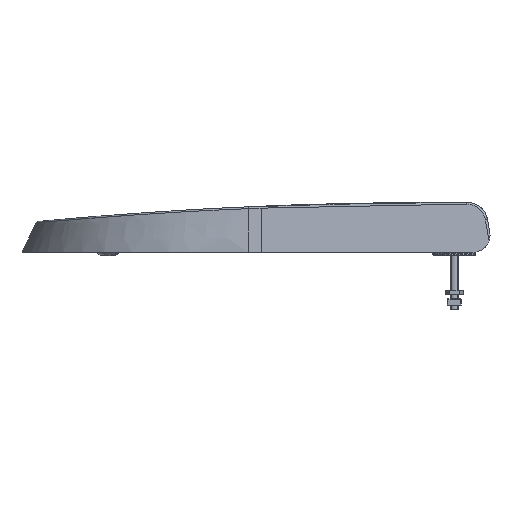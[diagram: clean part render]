
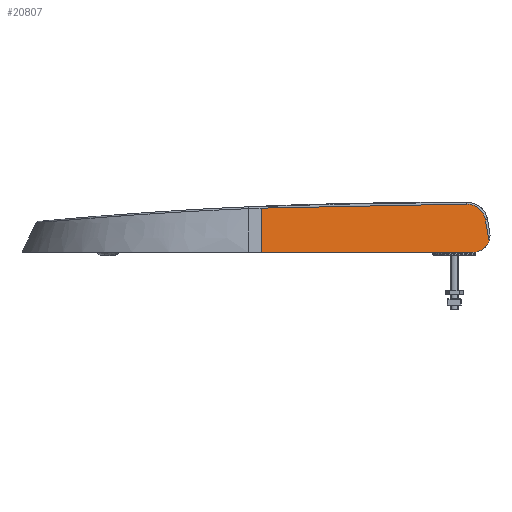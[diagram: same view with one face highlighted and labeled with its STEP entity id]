
A CAD part, front view. The second image highlights one B-rep face of the part: STEP entity #20807.
In plain terms, the highlighted free-form (B-spline) face has degree [9, 1] with [10, 2] control points.
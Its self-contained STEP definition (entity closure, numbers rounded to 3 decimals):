
#18282=CARTESIAN_POINT('Vertex',(318.561,-151.47,2.55)) ;
#18286=CARTESIAN_POINT('Control Point',(318.561,-151.47,2.55)) ;
#18287=CARTESIAN_POINT('Control Point',(313.119,-151.422,2.55)) ;
#18288=CARTESIAN_POINT('Control Point',(307.677,-151.374,2.55)) ;
#18289=CARTESIAN_POINT('Control Point',(299.66,-151.303,2.55)) ;
#18290=CARTESIAN_POINT('Control Point',(284.375,-151.169,2.55)) ;
#18291=CARTESIAN_POINT('Control Point',(269.089,-151.035,2.55)) ;
#18292=CARTESIAN_POINT('Control Point',(266.451,-151.012,2.55)) ;
#18293=CARTESIAN_POINT('Control Point',(248.204,-150.851,2.55)) ;
#18294=CARTESIAN_POINT('Control Point',(229.958,-150.69,2.55)) ;
#18295=CARTESIAN_POINT('Control Point',(221.555,-150.617,2.55)) ;
#18296=CARTESIAN_POINT('Control Point',(206.705,-150.486,2.55)) ;
#18297=CARTESIAN_POINT('Control Point',(191.854,-150.355,2.55)) ;
#18298=CARTESIAN_POINT('Control Point',(182.536,-150.272,2.55)) ;
#18299=CARTESIAN_POINT('Control Point',(176.088,-150.219,2.55)) ;
#18300=CARTESIAN_POINT('Control Point',(169.641,-150.159,2.55)) ;
#18301=CARTESIAN_POINT('Vertex',(169.64,-150.16,2.549)) ;
#20681=CARTESIAN_POINT('Vertex',(329.923,-150.57,10.689)) ;
#20685=CARTESIAN_POINT('Control Point',(318.561,-151.47,2.55)) ;
#20686=CARTESIAN_POINT('Control Point',(321.55,-151.496,2.55)) ;
#20687=CARTESIAN_POINT('Control Point',(324.537,-151.408,3.478)) ;
#20688=CARTESIAN_POINT('Control Point',(327.139,-151.202,5.348)) ;
#20689=CARTESIAN_POINT('Control Point',(328.967,-150.907,7.876)) ;
#20690=CARTESIAN_POINT('Control Point',(329.923,-150.57,10.689)) ;
#20716=CARTESIAN_POINT('Control Point',(329.924,-151.57,2.549)) ;
#20717=CARTESIAN_POINT('Control Point',(329.924,-147.41,36.426)) ;
#20718=CARTESIAN_POINT('Control Point',(312.114,-151.413,2.549)) ;
#20719=CARTESIAN_POINT('Control Point',(312.114,-147.254,36.426)) ;
#20720=CARTESIAN_POINT('Control Point',(294.305,-151.256,2.549)) ;
#20721=CARTESIAN_POINT('Control Point',(294.305,-147.097,36.426)) ;
#20722=CARTESIAN_POINT('Control Point',(276.496,-151.1,2.549)) ;
#20723=CARTESIAN_POINT('Control Point',(276.496,-146.94,36.426)) ;
#20724=CARTESIAN_POINT('Control Point',(258.687,-150.943,2.549)) ;
#20725=CARTESIAN_POINT('Control Point',(258.687,-146.784,36.426)) ;
#20726=CARTESIAN_POINT('Control Point',(240.877,-150.786,2.549)) ;
#20727=CARTESIAN_POINT('Control Point',(240.877,-146.627,36.426)) ;
#20728=CARTESIAN_POINT('Control Point',(223.068,-150.63,2.549)) ;
#20729=CARTESIAN_POINT('Control Point',(223.068,-146.47,36.426)) ;
#20730=CARTESIAN_POINT('Control Point',(205.259,-150.473,2.549)) ;
#20731=CARTESIAN_POINT('Control Point',(205.259,-146.314,36.426)) ;
#20732=CARTESIAN_POINT('Control Point',(187.45,-150.316,2.549)) ;
#20733=CARTESIAN_POINT('Control Point',(187.45,-146.157,36.426)) ;
#20734=CARTESIAN_POINT('Control Point',(169.64,-150.16,2.549)) ;
#20735=CARTESIAN_POINT('Control Point',(169.64,-146.,36.426)) ;
#20737=CARTESIAN_POINT('Control Point',(329.923,-150.57,10.689)) ;
#20738=CARTESIAN_POINT('Control Point',(327.352,-148.758,25.265)) ;
#20739=CARTESIAN_POINT('Vertex',(327.352,-148.758,25.265)) ;
#20743=CARTESIAN_POINT('Control Point',(327.352,-148.758,25.265)) ;
#20744=CARTESIAN_POINT('Control Point',(327.134,-148.604,26.505)) ;
#20745=CARTESIAN_POINT('Control Point',(326.77,-148.451,27.72)) ;
#20746=CARTESIAN_POINT('Control Point',(326.27,-148.305,28.879)) ;
#20747=CARTESIAN_POINT('Control Point',(325.003,-148.024,31.073)) ;
#20748=CARTESIAN_POINT('Control Point',(323.262,-147.782,32.918)) ;
#20749=CARTESIAN_POINT('Control Point',(322.294,-147.674,33.73)) ;
#20750=CARTESIAN_POINT('Control Point',(320.177,-147.485,35.121)) ;
#20751=CARTESIAN_POINT('Control Point',(317.791,-147.357,35.988)) ;
#20752=CARTESIAN_POINT('Control Point',(316.563,-147.311,36.278)) ;
#20753=CARTESIAN_POINT('Control Point',(315.302,-147.282,36.425)) ;
#20754=CARTESIAN_POINT('Control Point',(314.041,-147.271,36.423)) ;
#20755=CARTESIAN_POINT('Vertex',(314.041,-147.271,36.423)) ;
#20759=CARTESIAN_POINT('Control Point',(169.64,-146.346,33.608)) ;
#20760=CARTESIAN_POINT('Control Point',(169.704,-146.347,33.61)) ;
#20761=CARTESIAN_POINT('Control Point',(169.767,-146.347,33.612)) ;
#20762=CARTESIAN_POINT('Control Point',(169.826,-146.347,33.615)) ;
#20763=CARTESIAN_POINT('Control Point',(169.947,-146.347,33.62)) ;
#20764=CARTESIAN_POINT('Control Point',(170.069,-146.348,33.625)) ;
#20765=CARTESIAN_POINT('Control Point',(170.13,-146.348,33.627)) ;
#20766=CARTESIAN_POINT('Control Point',(170.323,-146.349,33.635)) ;
#20767=CARTESIAN_POINT('Control Point',(170.517,-146.35,33.643)) ;
#20768=CARTESIAN_POINT('Control Point',(170.604,-146.35,33.646)) ;
#20769=CARTESIAN_POINT('Control Point',(170.97,-146.351,33.661)) ;
#20770=CARTESIAN_POINT('Control Point',(171.336,-146.353,33.676)) ;
#20771=CARTESIAN_POINT('Control Point',(171.619,-146.354,33.687)) ;
#20772=CARTESIAN_POINT('Control Point',(172.398,-146.357,33.719)) ;
#20773=CARTESIAN_POINT('Control Point',(173.177,-146.36,33.749)) ;
#20774=CARTESIAN_POINT('Control Point',(173.45,-146.361,33.76)) ;
#20775=CARTESIAN_POINT('Control Point',(174.572,-146.365,33.805)) ;
#20776=CARTESIAN_POINT('Control Point',(175.694,-146.37,33.848)) ;
#20777=CARTESIAN_POINT('Control Point',(176.273,-146.372,33.871)) ;
#20778=CARTESIAN_POINT('Control Point',(178.588,-146.382,33.96)) ;
#20779=CARTESIAN_POINT('Control Point',(180.903,-146.391,34.048)) ;
#20780=CARTESIAN_POINT('Control Point',(182.639,-146.399,34.112)) ;
#20781=CARTESIAN_POINT('Control Point',(192.77,-146.442,34.483)) ;
#20782=CARTESIAN_POINT('Control Point',(202.903,-146.49,34.818)) ;
#20783=CARTESIAN_POINT('Control Point',(211.082,-146.532,35.063)) ;
#20784=CARTESIAN_POINT('Control Point',(227.828,-146.625,35.509)) ;
#20785=CARTESIAN_POINT('Control Point',(244.576,-146.731,35.846)) ;
#20786=CARTESIAN_POINT('Control Point',(252.786,-146.786,35.984)) ;
#20787=CARTESIAN_POINT('Control Point',(270.124,-146.909,36.22)) ;
#20788=CARTESIAN_POINT('Control Point',(287.463,-147.046,36.352)) ;
#20789=CARTESIAN_POINT('Control Point',(296.065,-147.117,36.391)) ;
#20790=CARTESIAN_POINT('Control Point',(305.053,-147.193,36.413)) ;
#20791=CARTESIAN_POINT('Control Point',(314.041,-147.271,36.423)) ;
#20792=CARTESIAN_POINT('Vertex',(169.64,-146.346,33.608)) ;
#20796=CARTESIAN_POINT('Control Point',(169.64,-150.16,2.549)) ;
#20797=CARTESIAN_POINT('Control Point',(169.64,-146.346,33.608)) ;
#20800=ORIENTED_EDGE('',*,*,#18303,.F.) ;
#20801=ORIENTED_EDGE('',*,*,#20691,.T.) ;
#20802=ORIENTED_EDGE('',*,*,#20741,.T.) ;
#20803=ORIENTED_EDGE('',*,*,#20757,.T.) ;
#20804=ORIENTED_EDGE('',*,*,#20794,.F.) ;
#20805=ORIENTED_EDGE('',*,*,#20798,.F.) ;
#20807=ADVANCED_FACE('MANIFOLD_SOLID_BREP #21256',(#20806),#20715,.F.) ;
#18285=B_SPLINE_CURVE_WITH_KNOTS('',5,(#18286,#18287,#18288,#18289,#18290,#18291,#18292,#18293,#18294,#18295,#18296,#18297,#18298,#18299,#18300),.UNSPECIFIED.,.F.,.U.,(6,3,3,3,6),(0.,38.481,108.091,167.509,213.102),.UNSPECIFIED.) ;
#20684=B_SPLINE_CURVE_WITH_KNOTS('',5,(#20685,#20686,#20687,#20688,#20689,#20690),.UNSPECIFIED.,.F.,.U.,(6,6),(0.,21.164),.UNSPECIFIED.) ;
#20736=B_SPLINE_CURVE_WITH_KNOTS('',1,(#20737,#20738),.UNSPECIFIED.,.F.,.U.,(2,2),(-7.454,7.454),.UNSPECIFIED.) ;
#20742=B_SPLINE_CURVE_WITH_KNOTS('',5,(#20743,#20744,#20745,#20746,#20747,#20748,#20749,#20750,#20751,#20752,#20753,#20754),.UNSPECIFIED.,.F.,.U.,(6,3,3,6),(0.,8.979,17.915,26.841),.UNSPECIFIED.) ;
#20758=B_SPLINE_CURVE_WITH_KNOTS('',5,(#20759,#20760,#20761,#20762,#20763,#20764,#20765,#20766,#20767,#20768,#20769,#20770,#20771,#20772,#20773,#20774,#20775,#20776,#20777,#20778,#20779,#20780,#20781,#20782,#20783,#20784,#20785,#20786,#20787,#20788,#20789,#20790,#20791),.UNSPECIFIED.,.F.,.U.,(6,3,3,3,3,3,3,3,3,3,6),(0.,0.433,0.866,1.794,3.459,7.308,11.403,23.689,83.096,142.148,205.711),.UNSPECIFIED.) ;
#20795=B_SPLINE_CURVE_WITH_KNOTS('',1,(#20796,#20797),.UNSPECIFIED.,.F.,.U.,(2,2),(0.,31.292),.UNSPECIFIED.) ;
#20715=B_SPLINE_SURFACE_WITH_KNOTS('',9,1,((#20716,#20717),(#20718,#20719),(#20720,#20721),(#20722,#20723),(#20724,#20725),(#20726,#20727),(#20728,#20729),(#20730,#20731),(#20732,#20733),(#20734,#20735)),.UNSPECIFIED.,.F.,.F.,.U.,(10,10),(2,2),(1.664,161.953),(0.,34.131),.UNSPECIFIED.) ;
#18303=EDGE_CURVE('',#18283,#18302,#18285,.T.) ;
#20691=EDGE_CURVE('',#18283,#20682,#20684,.T.) ;
#20741=EDGE_CURVE('',#20682,#20740,#20736,.T.) ;
#20757=EDGE_CURVE('',#20740,#20756,#20742,.T.) ;
#20794=EDGE_CURVE('',#20793,#20756,#20758,.T.) ;
#20798=EDGE_CURVE('',#18302,#20793,#20795,.T.) ;
#20799=EDGE_LOOP('',(#20800,#20801,#20802,#20803,#20804,#20805)) ;
#20806=FACE_OUTER_BOUND('',#20799,.T.) ;
#18283=VERTEX_POINT('',#18282) ;
#18302=VERTEX_POINT('',#18301) ;
#20682=VERTEX_POINT('',#20681) ;
#20740=VERTEX_POINT('',#20739) ;
#20756=VERTEX_POINT('',#20755) ;
#20793=VERTEX_POINT('',#20792) ;
